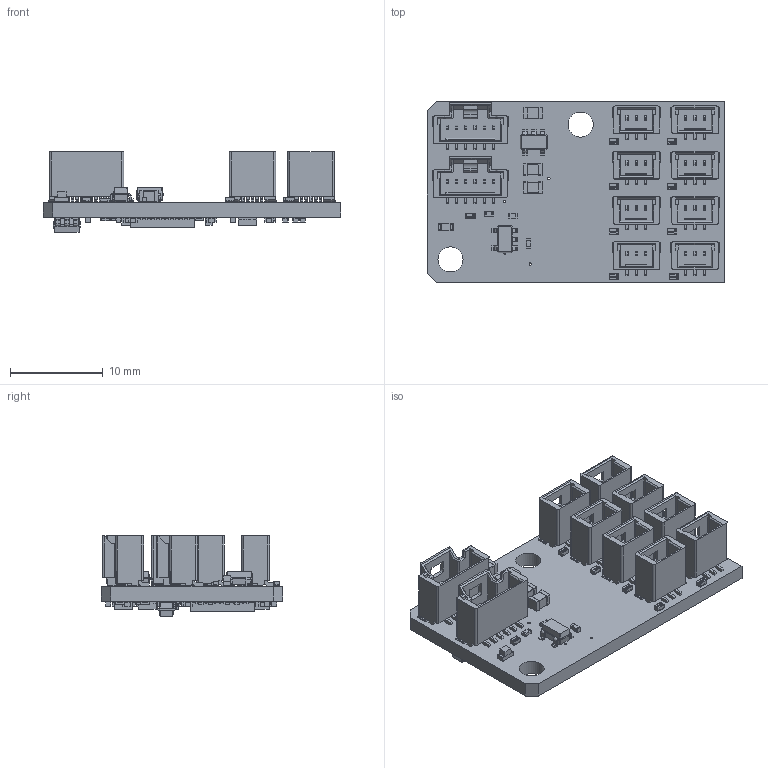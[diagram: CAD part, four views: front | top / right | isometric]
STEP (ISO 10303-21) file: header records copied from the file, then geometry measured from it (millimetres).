
FILE_DESCRIPTION(('FreeCAD Model'),'2;1');
FILE_NAME('Open CASCADE Shape Model','2023-11-28T15:36:07',(''),(''), 'Open CASCADE STEP processor 7.6','FreeCAD','Unknown');
FILE_SCHEMA(('AUTOMOTIVE_DESIGN { 1 0 10303 214 1 1 1 1 }'));
Products named in the file (1): an_JCS000D0001010002 (Solid)
Bounding box: 32 x 19.5 x 8.63 mm (x, y, z)
Volume: 1575 mm3; surface area: 4108.6 mm2
Topology: 91 solids, 91 shells, 9793 faces, 23879 edges, 14642 vertices
Faces by surface type: plane 5686, cylinder 2001, bspline 1894, sphere 200, cone 12
Full cylindrical faces by diameter (mm): 0.25 x8, 0.4 x1, 2.7 x2
Entity records: 382383 total; most frequent: CARTESIAN_POINT 166715, ORIENTED_EDGE 47058, DIRECTION 37521, EDGE_CURVE 23529, LINE 17873, VECTOR 17873, VERTEX_POINT 14642, FACE_BOUND 10549
